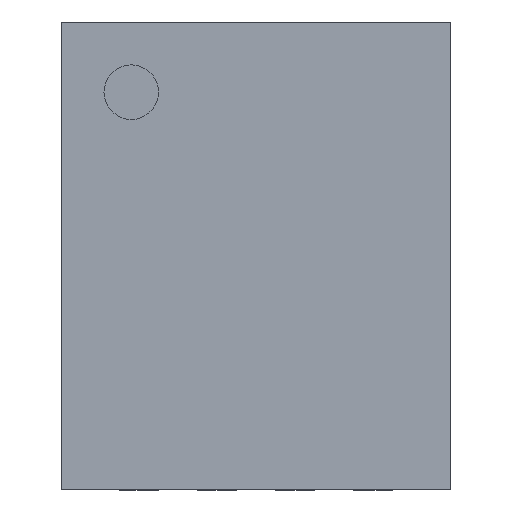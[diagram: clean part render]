
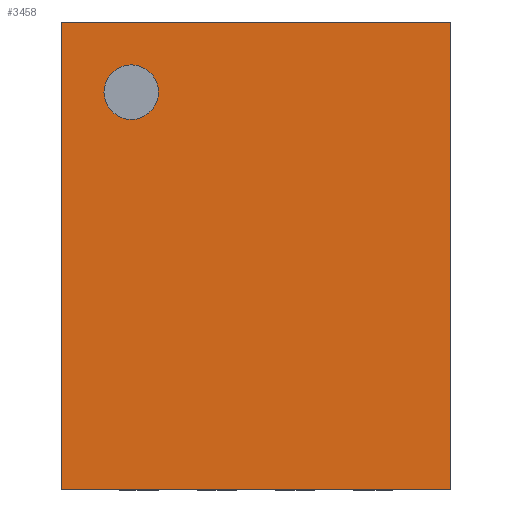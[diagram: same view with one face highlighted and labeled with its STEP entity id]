
A CAD part, top view. The second image highlights one B-rep face of the part: STEP entity #3458.
In plain terms, the highlighted planar face has unit normal (0, 0, 1).
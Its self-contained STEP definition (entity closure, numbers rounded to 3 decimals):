
#44=FACE_BOUND('',#402,.T.);
#49=PLANE('',#3690);
#199=FACE_OUTER_BOUND('',#401,.T.);
#401=EDGE_LOOP('',(#2450,#2451,#2452,#2453));
#402=EDGE_LOOP('',(#2454));
#612=LINE('',#5050,#1019);
#634=LINE('',#5093,#1041);
#645=LINE('',#5116,#1052);
#667=LINE('',#5158,#1074);
#1019=VECTOR('',#4014,1000.);
#1041=VECTOR('',#4038,1000.);
#1052=VECTOR('',#4051,1000.);
#1074=VECTOR('',#4075,1000.);
#1414=CIRCLE('',#3685,0.175);
#1520=VERTEX_POINT('',#5020);
#1533=VERTEX_POINT('',#5047);
#1534=VERTEX_POINT('',#5049);
#1554=VERTEX_POINT('',#5091);
#1565=VERTEX_POINT('',#5114);
#1863=EDGE_CURVE('',#1520,#1520,#1414,.T.);
#1876=EDGE_CURVE('',#1534,#1533,#612,.T.);
#1898=EDGE_CURVE('',#1533,#1554,#634,.T.);
#1909=EDGE_CURVE('',#1554,#1565,#645,.T.);
#1931=EDGE_CURVE('',#1565,#1534,#667,.T.);
#2450=ORIENTED_EDGE('',*,*,#1876,.T.);
#2451=ORIENTED_EDGE('',*,*,#1898,.T.);
#2452=ORIENTED_EDGE('',*,*,#1909,.T.);
#2453=ORIENTED_EDGE('',*,*,#1931,.T.);
#2454=ORIENTED_EDGE('',*,*,#1863,.F.);
#3458=ADVANCED_FACE('',(#199,#44),#49,.F.);
#3685=AXIS2_PLACEMENT_3D('',#5022,#3998,#3999);
#3690=AXIS2_PLACEMENT_3D('',#5159,#4076,#4077);
#3998=DIRECTION('center_axis',(0.,0.,1.));
#3999=DIRECTION('ref_axis',(1.,0.,0.));
#4014=DIRECTION('',(0.,1.,0.));
#4038=DIRECTION('',(-1.,0.,0.));
#4051=DIRECTION('',(0.,-1.,0.));
#4075=DIRECTION('',(1.,0.,0.));
#4076=DIRECTION('center_axis',(0.,0.,-1.));
#4077=DIRECTION('ref_axis',(-1.,0.,0.));
#5020=CARTESIAN_POINT('',(-0.975,1.05,0.875));
#5022=CARTESIAN_POINT('Origin',(-0.8,1.05,0.875));
#5047=CARTESIAN_POINT('',(1.25,1.5,0.875));
#5049=CARTESIAN_POINT('',(1.25,-1.5,0.875));
#5050=CARTESIAN_POINT('',(1.25,-1.5,0.875));
#5091=CARTESIAN_POINT('',(-1.25,1.5,0.875));
#5093=CARTESIAN_POINT('',(-1.25,1.5,0.875));
#5114=CARTESIAN_POINT('',(-1.25,-1.5,0.875));
#5116=CARTESIAN_POINT('',(-1.25,-1.5,0.875));
#5158=CARTESIAN_POINT('',(-1.25,-1.5,0.875));
#5159=CARTESIAN_POINT('Origin',(0.,0.,0.875));
